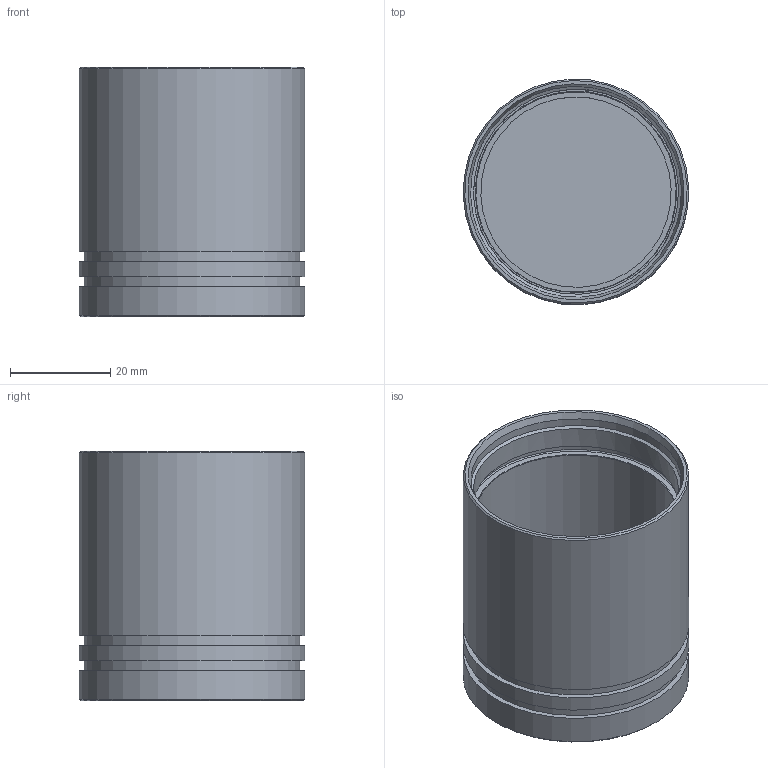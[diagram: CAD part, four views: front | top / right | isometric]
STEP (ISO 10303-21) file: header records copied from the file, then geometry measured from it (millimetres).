
FILE_DESCRIPTION(/* description */ (''),/* implementation_level */ '2;1');
FILE_NAME(/* name */ 'SBAP-X-S-_3D-CAD.stp',/* time_stamp */ '2021-10-07T13:35:18-04:00',/* author */ ('us0alz'),/* organization */ (''),/* preprocessor_version */ 'ST-DEVELOPER v17',/* originating_system */ 'Autodesk Inventor 2019',/* authorisation */ '');
FILE_SCHEMA (('AUTOMOTIVE_DESIGN { 1 0 10303 214 3 1 1 }'));
Length unit declared in the file: millimetre
Products named in the file (1): SBAP-X-S-_3D-CAD
Bounding box: 44.96 x 44.96 x 49.77 mm (x, y, z)
Volume: 18790.2 mm3; surface area: 17917.1 mm2
Topology: 2 solids, 2 shells, 37 faces, 79 edges, 54 vertices
Faces by surface type: cylinder 14, plane 12, cone 8, torus 3
Full cylindrical faces by diameter (mm): 38 x2, 40 x1, 40.917 x1, 41.1 x1, 41.7 x1, 42.1 x1, 42.2 x1, 43 x3, 45 x3
Entity records: 1084 total; most frequent: DIRECTION 212, CARTESIAN_POINT 171, ORIENTED_EDGE 158, AXIS2_PLACEMENT_3D 95, EDGE_CURVE 79, CIRCLE 57, VERTEX_POINT 54, EDGE_LOOP 47
